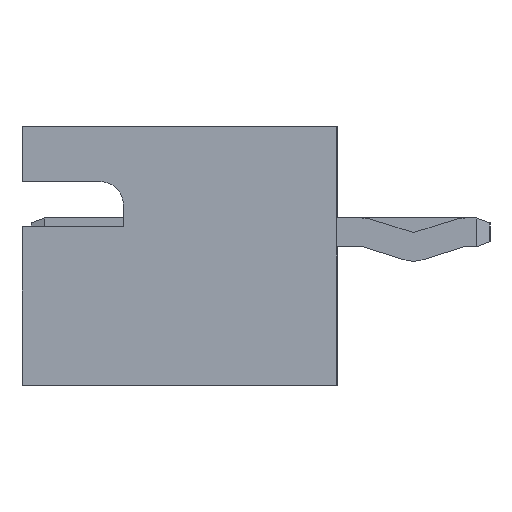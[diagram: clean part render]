
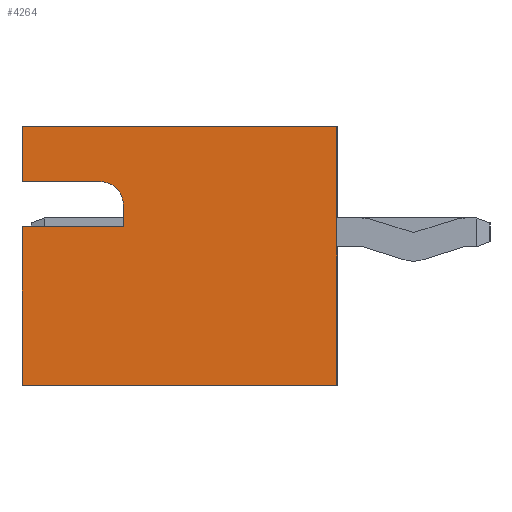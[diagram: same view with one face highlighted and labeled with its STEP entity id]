
A CAD part, left-side view. The second image highlights one B-rep face of the part: STEP entity #4264.
In plain terms, the highlighted face is planar.
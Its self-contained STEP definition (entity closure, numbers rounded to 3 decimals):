
#463 = LINE ( 'NONE', #2434, #1388 ) ;
#891 = CIRCLE ( 'NONE', #11872, 0.5 ) ;
#1089 = ORIENTED_EDGE ( 'NONE', *, *, #2521, .T. ) ;
#1159 = EDGE_CURVE ( 'NONE', #11628, #3165, #8439, .T. ) ;
#1188 = LINE ( 'NONE', #8861, #9004 ) ;
#1230 = VERTEX_POINT ( 'NONE', #1905 ) ;
#1356 = CARTESIAN_POINT ( 'NONE',  ( 29.95, 7., -1.125 ) ) ;
#1388 = VECTOR ( 'NONE', #9226, 1000. ) ;
#1413 = DIRECTION ( 'NONE',  ( 1., 0., 0. ) ) ;
#1812 = VERTEX_POINT ( 'NONE', #6183 ) ;
#1905 = CARTESIAN_POINT ( 'NONE',  ( 29.95, 5.25, -1.125 ) ) ;
#2106 = ORIENTED_EDGE ( 'NONE', *, *, #7292, .T. ) ;
#2288 = VERTEX_POINT ( 'NONE', #12270 ) ;
#2434 = CARTESIAN_POINT ( 'NONE',  ( 29.95, 7., -0.125 ) ) ;
#2492 = LINE ( 'NONE', #1356, #10944 ) ;
#2521 = EDGE_CURVE ( 'NONE', #1230, #10798, #891, .T. ) ;
#2522 = DIRECTION ( 'NONE',  ( 0., 0., 1. ) ) ;
#2607 = CARTESIAN_POINT ( 'NONE',  ( 29.95, 7., -2.35 ) ) ;
#3002 = ORIENTED_EDGE ( 'NONE', *, *, #3634, .T. ) ;
#3008 = DIRECTION ( 'NONE',  ( 0., 0., 1. ) ) ;
#3159 = VECTOR ( 'NONE', #4607, 1000. ) ;
#3165 = VERTEX_POINT ( 'NONE', #9100 ) ;
#3181 = DIRECTION ( 'NONE',  ( -1., 0., 0. ) ) ;
#3299 = CARTESIAN_POINT ( 'NONE',  ( 29.95, 7., 0. ) ) ;
#3478 = CARTESIAN_POINT ( 'NONE',  ( 29.95, 0., 0. ) ) ;
#3634 = EDGE_CURVE ( 'NONE', #6570, #7935, #4545, .T. ) ;
#3745 = ORIENTED_EDGE ( 'NONE', *, *, #3839, .T. ) ;
#3839 = EDGE_CURVE ( 'NONE', #10798, #8657, #1188, .T. ) ;
#4264 = ADVANCED_FACE ( 'NONE', ( #6290 ), #11091, .T. ) ;
#4545 = LINE ( 'NONE', #8486, #8409 ) ;
#4607 = DIRECTION ( 'NONE',  ( 0., 0., 1. ) ) ;
#4754 = VECTOR ( 'NONE', #2522, 1000. ) ;
#5200 = EDGE_CURVE ( 'NONE', #1812, #6570, #5311, .T. ) ;
#5311 = LINE ( 'NONE', #3299, #6871 ) ;
#6024 = CARTESIAN_POINT ( 'NONE',  ( 29.95, 5.25, -0.625 ) ) ;
#6183 = CARTESIAN_POINT ( 'NONE',  ( 29.95, 7., -0.125 ) ) ;
#6290 = FACE_OUTER_BOUND ( 'NONE', #11732, .T. ) ;
#6364 = AXIS2_PLACEMENT_3D ( 'NONE', #7098, #1413, #12198 ) ;
#6570 = VERTEX_POINT ( 'NONE', #8516 ) ;
#6636 = CARTESIAN_POINT ( 'NONE',  ( 29.95, 7., 0. ) ) ;
#6777 = CARTESIAN_POINT ( 'NONE',  ( 29.95, 4.75, -0.625 ) ) ;
#6871 = VECTOR ( 'NONE', #9208, 1000. ) ;
#7098 = CARTESIAN_POINT ( 'NONE',  ( 29.95, 7., 0. ) ) ;
#7284 = EDGE_CURVE ( 'NONE', #8657, #1812, #463, .T. ) ;
#7292 = EDGE_CURVE ( 'NONE', #2288, #1230, #2492, .T. ) ;
#7533 = CARTESIAN_POINT ( 'NONE',  ( 29.95, 0., 3.4 ) ) ;
#7906 = VECTOR ( 'NONE', #12378, 1000. ) ;
#7935 = VERTEX_POINT ( 'NONE', #7533 ) ;
#8409 = VECTOR ( 'NONE', #12173, 1000. ) ;
#8439 = LINE ( 'NONE', #2607, #7906 ) ;
#8440 = ORIENTED_EDGE ( 'NONE', *, *, #7284, .T. ) ;
#8486 = CARTESIAN_POINT ( 'NONE',  ( 29.95, 7., 3.4 ) ) ;
#8516 = CARTESIAN_POINT ( 'NONE',  ( 29.95, 7., 3.4 ) ) ;
#8657 = VERTEX_POINT ( 'NONE', #9950 ) ;
#8861 = CARTESIAN_POINT ( 'NONE',  ( 29.95, 4.75, -0.625 ) ) ;
#9004 = VECTOR ( 'NONE', #9765, 1000. ) ;
#9100 = CARTESIAN_POINT ( 'NONE',  ( 29.95, 0., -2.35 ) ) ;
#9208 = DIRECTION ( 'NONE',  ( 0., 0., 1. ) ) ;
#9226 = DIRECTION ( 'NONE',  ( 0., 1., 0. ) ) ;
#9765 = DIRECTION ( 'NONE',  ( 0., 0., 1. ) ) ;
#9950 = CARTESIAN_POINT ( 'NONE',  ( 29.95, 4.75, -0.125 ) ) ;
#10165 = LINE ( 'NONE', #3478, #4754 ) ;
#10204 = EDGE_CURVE ( 'NONE', #3165, #7935, #10165, .T. ) ;
#10657 = ORIENTED_EDGE ( 'NONE', *, *, #11188, .T. ) ;
#10798 = VERTEX_POINT ( 'NONE', #6777 ) ;
#10944 = VECTOR ( 'NONE', #12002, 1000. ) ;
#11091 = PLANE ( 'NONE',  #6364 ) ;
#11188 = EDGE_CURVE ( 'NONE', #11628, #2288, #12615, .T. ) ;
#11628 = VERTEX_POINT ( 'NONE', #11940 ) ;
#11732 = EDGE_LOOP ( 'NONE', ( #2106, #1089, #3745, #8440, #12211, #3002, #12400, #12387, #10657 ) ) ;
#11872 = AXIS2_PLACEMENT_3D ( 'NONE', #6024, #3181, #3008 ) ;
#11940 = CARTESIAN_POINT ( 'NONE',  ( 29.95, 7., -2.35 ) ) ;
#12002 = DIRECTION ( 'NONE',  ( 0., -1., 0. ) ) ;
#12173 = DIRECTION ( 'NONE',  ( 0., -1., 0. ) ) ;
#12198 = DIRECTION ( 'NONE',  ( 0., 0., -1. ) ) ;
#12211 = ORIENTED_EDGE ( 'NONE', *, *, #5200, .T. ) ;
#12270 = CARTESIAN_POINT ( 'NONE',  ( 29.95, 7., -1.125 ) ) ;
#12378 = DIRECTION ( 'NONE',  ( 0., -1., 0. ) ) ;
#12387 = ORIENTED_EDGE ( 'NONE', *, *, #1159, .F. ) ;
#12400 = ORIENTED_EDGE ( 'NONE', *, *, #10204, .F. ) ;
#12615 = LINE ( 'NONE', #6636, #3159 ) ;
